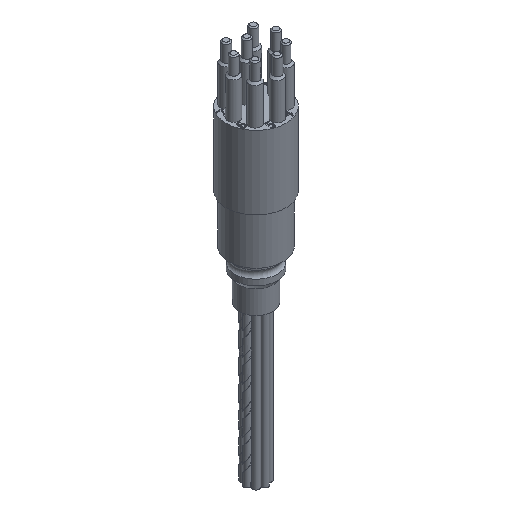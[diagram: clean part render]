
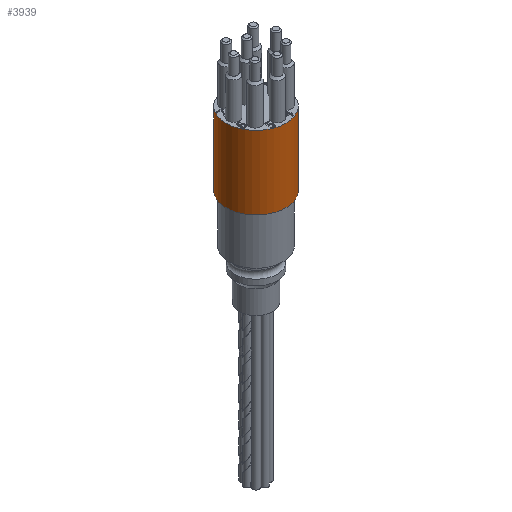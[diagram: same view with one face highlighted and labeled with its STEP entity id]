
A CAD part, isometric view. The second image highlights one B-rep face of the part: STEP entity #3939.
In plain terms, the highlighted cylindrical face has radius 7.75 mm (diameter 15.5 mm), a full revolution.
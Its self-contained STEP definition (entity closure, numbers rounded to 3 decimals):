
#61=CYLINDRICAL_SURFACE($,#4154,7.75);
#70=CIRCLE($,#4018,7.75);
#131=CIRCLE($,#4155,7.75);
#214=FACE_BOUND($,#833,.T.);
#529=FACE_OUTER_BOUND($,#832,.T.);
#832=EDGE_LOOP($,(#3422));
#833=EDGE_LOOP($,(#3423));
#1827=VERTEX_POINT($,#6772);
#1902=VERTEX_POINT($,#8412);
#2325=EDGE_CURVE($,#1827,#1827,#70,.T.);
#2412=EDGE_CURVE($,#1902,#1902,#131,.T.);
#3422=ORIENTED_EDGE($,*,*,#2325,.T.);
#3423=ORIENTED_EDGE($,*,*,#2412,.F.);
#3939=ADVANCED_FACE($,(#529,#214),#61,.T.);
#4018=AXIS2_PLACEMENT_3D($,#6773,#4556,#4557);
#4154=AXIS2_PLACEMENT_3D($,#8411,#4844,#4845);
#4155=AXIS2_PLACEMENT_3D($,#8413,#4846,#4847);
#4556=DIRECTION('center_axis',(0.,0.,-1.));
#4557=DIRECTION('ref_axis',(-1.,0.,0.));
#4844=DIRECTION('center_axis',(0.,0.,1.));
#4845=DIRECTION('ref_axis',(-1.,0.,0.));
#4846=DIRECTION('center_axis',(0.,0.,-1.));
#4847=DIRECTION('ref_axis',(-1.,0.,0.));
#6772=CARTESIAN_POINT('',(7.75,0.,19.));
#6773=CARTESIAN_POINT('Origin',(0.,0.,19.));
#8411=CARTESIAN_POINT('Origin',(0.,0.,0.));
#8412=CARTESIAN_POINT('',(7.75,0.,0.));
#8413=CARTESIAN_POINT('Origin',(0.,0.,0.));
